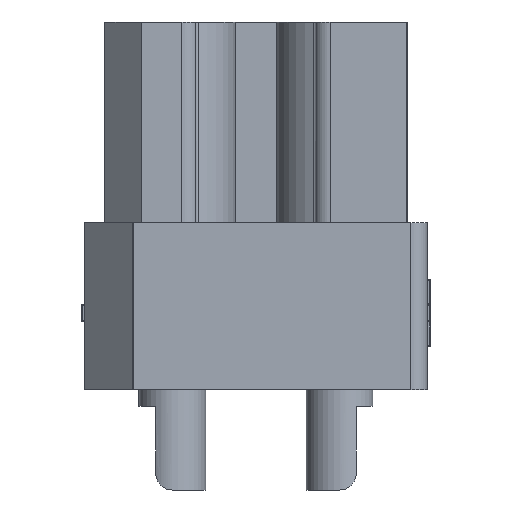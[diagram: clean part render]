
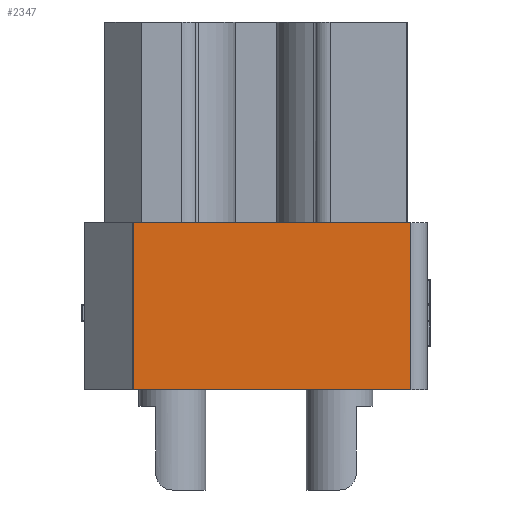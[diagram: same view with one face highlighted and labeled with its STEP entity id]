
A CAD part, left-side view. The second image highlights one B-rep face of the part: STEP entity #2347.
In plain terms, the highlighted planar face has unit normal (-1, 0, 0).
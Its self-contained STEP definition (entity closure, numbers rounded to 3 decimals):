
#168=PLANE('',#2564);
#251=FACE_OUTER_BOUND('',#394,.T.);
#394=EDGE_LOOP('',(#1829,#1830,#1831,#1832));
#586=LINE('',#3802,#792);
#587=LINE('',#3805,#793);
#588=LINE('',#3807,#794);
#589=LINE('',#3808,#795);
#792=VECTOR('',#3038,1.);
#793=VECTOR('',#3041,1.);
#794=VECTOR('',#3042,1.);
#795=VECTOR('',#3043,1.);
#1141=VERTEX_POINT('',#3798);
#1142=VERTEX_POINT('',#3800);
#1143=VERTEX_POINT('',#3804);
#1144=VERTEX_POINT('',#3806);
#1402=EDGE_CURVE('',#1141,#1142,#586,.T.);
#1403=EDGE_CURVE('',#1141,#1143,#587,.T.);
#1404=EDGE_CURVE('',#1142,#1144,#588,.T.);
#1405=EDGE_CURVE('',#1143,#1144,#589,.T.);
#1829=ORIENTED_EDGE('',*,*,#1403,.F.);
#1830=ORIENTED_EDGE('',*,*,#1402,.T.);
#1831=ORIENTED_EDGE('',*,*,#1404,.T.);
#1832=ORIENTED_EDGE('',*,*,#1405,.F.);
#2347=ADVANCED_FACE('',(#251),#168,.T.);
#2564=AXIS2_PLACEMENT_3D('',#3803,#3039,#3040);
#3038=DIRECTION('',(0.,0.,-1.));
#3039=DIRECTION('center_axis',(-1.,0.,0.));
#3040=DIRECTION('ref_axis',(0.,-1.,0.));
#3041=DIRECTION('',(0.,-1.,0.));
#3042=DIRECTION('',(0.,-1.,0.));
#3043=DIRECTION('',(0.,0.,-1.));
#3798=CARTESIAN_POINT('',(0.,8.792,0.));
#3800=CARTESIAN_POINT('',(0.,8.792,-5.));
#3802=CARTESIAN_POINT('',(0.,8.792,0.));
#3803=CARTESIAN_POINT('Origin',(0.,8.792,0.));
#3804=CARTESIAN_POINT('',(0.,0.5,0.));
#3805=CARTESIAN_POINT('',(0.,0.,0.));
#3806=CARTESIAN_POINT('',(0.,0.5,-5.));
#3807=CARTESIAN_POINT('',(0.,0.,-5.));
#3808=CARTESIAN_POINT('',(0.,0.5,0.));
